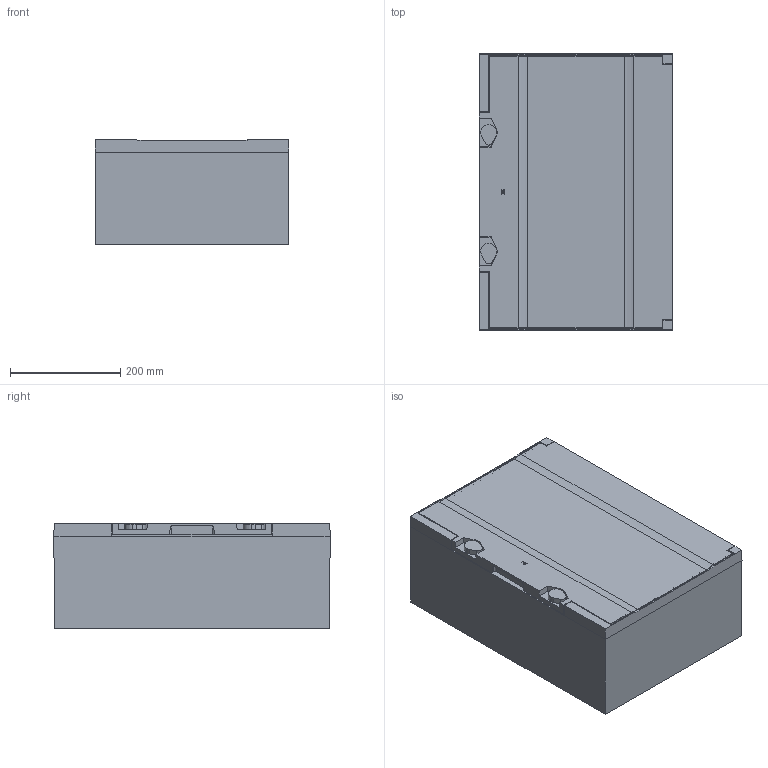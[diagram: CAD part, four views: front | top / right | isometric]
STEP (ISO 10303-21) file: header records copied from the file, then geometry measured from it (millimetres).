
FILE_DESCRIPTION (( 'STEP AP203' ), '1' );
FILE_NAME ('TR5-12-N-050-35-19-65 TETRA 5 Êîðïóñ ïëàñòèê. ÙÌÏï 500õ350õ190ìì IP65 IEK.STEP', '2022-12-27T09:30:39', ( '' ), ( '' ), 'SwSTEP 2.0', 'SolidWorks 2022', '' );
FILE_SCHEMA (( 'CONFIG_CONTROL_DESIGN' ));
Products named in the file (1): TR5-12-N-050-35-19-65 TETRA 5 Корпус пластик. ЩМПп 500х350х190мм IP65 IEK
Bounding box: 350 x 500 x 190.6 mm (x, y, z)
Volume: 8195980.7 mm3; surface area: 1730696.2 mm2
Topology: 3 solids, 9 shells, 2180 faces, 5582 edges, 3676 vertices
Faces by surface type: plane 1661, cone 212, cylinder 143, bspline 116, torus 48
Entity records: 69937 total; most frequent: CARTESIAN_POINT 17700, ORIENTED_EDGE 11164, DIRECTION 9880, EDGE_CURVE 5582, VECTOR 4386, LINE 4386, VERTEX_POINT 3676, AXIS2_PLACEMENT_3D 2747
